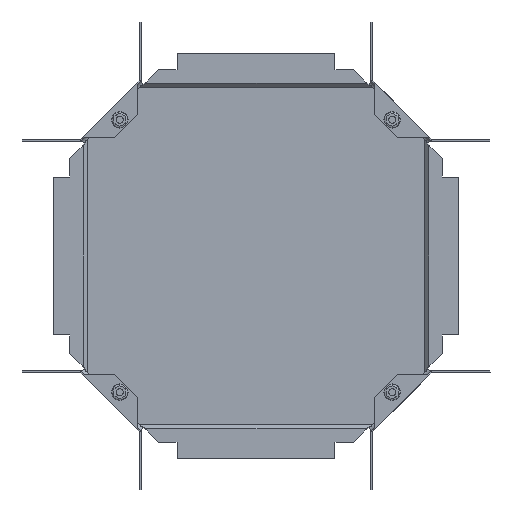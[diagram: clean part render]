
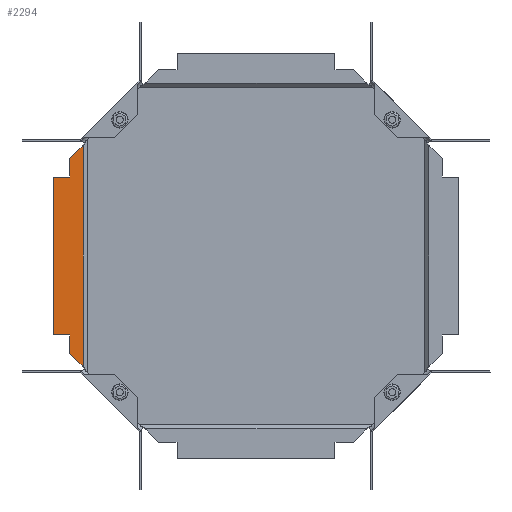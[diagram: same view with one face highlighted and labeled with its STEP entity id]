
A CAD part, front view. The second image highlights one B-rep face of the part: STEP entity #2294.
In plain terms, the highlighted planar face has unit normal (0, -1, 0).
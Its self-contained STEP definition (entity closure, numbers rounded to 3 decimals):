
#59 = EDGE_CURVE ( 'NONE', #3908, #1642, #6632, .T. ) ;
#95 = DIRECTION ( 'NONE',  ( -0.707, 0., 0.707 ) ) ;
#128 = CARTESIAN_POINT ( 'NONE',  ( -148.914, -4.5, 95.002 ) ) ;
#535 = CARTESIAN_POINT ( 'NONE',  ( -148.914, -4.5, -161. ) ) ;
#617 = VERTEX_POINT ( 'NONE', #2407 ) ;
#622 = VECTOR ( 'NONE', #1884, 1000. ) ;
#728 = CARTESIAN_POINT ( 'NONE',  ( -148.914, -4.5, -95.002 ) ) ;
#781 = CARTESIAN_POINT ( 'NONE',  ( -149.743, -4.5, 94.57 ) ) ;
#843 = ORIENTED_EDGE ( 'NONE', *, *, #7180, .F. ) ;
#865 = EDGE_CURVE ( 'NONE', #6357, #5908, #1178, .T. ) ;
#913 = FACE_OUTER_BOUND ( 'NONE', #6437, .T. ) ;
#931 = CARTESIAN_POINT ( 'NONE',  ( -174.308, -4.5, -68. ) ) ;
#1175 = CARTESIAN_POINT ( 'NONE',  ( -160.308, -4.5, 68. ) ) ;
#1178 = LINE ( 'NONE', #2735, #2164 ) ;
#1198 = VERTEX_POINT ( 'NONE', #2768 ) ;
#1394 = ORIENTED_EDGE ( 'NONE', *, *, #7147, .T. ) ;
#1564 = CARTESIAN_POINT ( 'NONE',  ( -149.743, -4.5, -94.57 ) ) ;
#1615 = ORIENTED_EDGE ( 'NONE', *, *, #4746, .F. ) ;
#1642 = VERTEX_POINT ( 'NONE', #128 ) ;
#1838 = DIRECTION ( 'NONE',  ( 0.707, 0., 0.707 ) ) ;
#1884 = DIRECTION ( 'NONE',  ( 0., 0., 1. ) ) ;
#1921 = CARTESIAN_POINT ( 'NONE',  ( -174.308, -4.5, 68. ) ) ;
#1930 = CARTESIAN_POINT ( 'NONE',  ( -149.196, -4.5, 94.87 ) ) ;
#2001 = DIRECTION ( 'NONE',  ( -1., 0., 0. ) ) ;
#2120 = CARTESIAN_POINT ( 'NONE',  ( -149.196, -4.5, -94.87 ) ) ;
#2164 = VECTOR ( 'NONE', #2330, 1000. ) ;
#2284 = VECTOR ( 'NONE', #4373, 1000. ) ;
#2294 = ADVANCED_FACE ( 'NONE', ( #913 ), #3196, .T. ) ;
#2330 = DIRECTION ( 'NONE',  ( 0., 0., 1. ) ) ;
#2382 = EDGE_CURVE ( 'NONE', #617, #6229, #4951, .T. ) ;
#2407 = CARTESIAN_POINT ( 'NONE',  ( -174.308, -4.5, -68. ) ) ;
#2613 = CARTESIAN_POINT ( 'NONE',  ( 68.692, -4.5, -161. ) ) ;
#2735 = CARTESIAN_POINT ( 'NONE',  ( -160.308, -4.5, -68. ) ) ;
#2768 = CARTESIAN_POINT ( 'NONE',  ( -149.743, -4.5, -94.57 ) ) ;
#2790 = DIRECTION ( 'NONE',  ( 0., 0., 1. ) ) ;
#2902 = CARTESIAN_POINT ( 'NONE',  ( -160.308, -4.5, -84.005 ) ) ;
#2946 = LINE ( 'NONE', #5165, #6015 ) ;
#3098 = EDGE_CURVE ( 'NONE', #3453, #6681, #4054, .T. ) ;
#3196 = PLANE ( 'NONE',  #6341 ) ;
#3219 = ORIENTED_EDGE ( 'NONE', *, *, #59, .T. ) ;
#3250 = CARTESIAN_POINT ( 'NONE',  ( -149.47, -4.5, -94.721 ) ) ;
#3413 = ORIENTED_EDGE ( 'NONE', *, *, #4032, .F. ) ;
#3432 = LINE ( 'NONE', #2902, #4249 ) ;
#3453 = VERTEX_POINT ( 'NONE', #1175 ) ;
#3576 = VECTOR ( 'NONE', #2001, 1000. ) ;
#3674 = B_SPLINE_CURVE_WITH_KNOTS ( 'NONE', 3,
 ( #781, #6944, #1930, #4154 ),
 .UNSPECIFIED., .F., .F.,
 ( 4, 4 ),
 ( 0.003, 0.003 ),
 .UNSPECIFIED. ) ;
#3708 = LINE ( 'NONE', #7112, #2284 ) ;
#3796 = LINE ( 'NONE', #931, #3576 ) ;
#3856 = ORIENTED_EDGE ( 'NONE', *, *, #865, .F. ) ;
#3908 = VERTEX_POINT ( 'NONE', #728 ) ;
#3944 = ORIENTED_EDGE ( 'NONE', *, *, #4645, .F. ) ;
#4032 = EDGE_CURVE ( 'NONE', #6681, #5573, #2946, .T. ) ;
#4054 = LINE ( 'NONE', #6393, #622 ) ;
#4154 = CARTESIAN_POINT ( 'NONE',  ( -148.914, -4.5, 95.002 ) ) ;
#4249 = VECTOR ( 'NONE', #95, 1000. ) ;
#4373 = DIRECTION ( 'NONE',  ( 1., 0., 0. ) ) ;
#4636 = ORIENTED_EDGE ( 'NONE', *, *, #3098, .F. ) ;
#4645 = EDGE_CURVE ( 'NONE', #1198, #6357, #3432, .T. ) ;
#4679 = CARTESIAN_POINT ( 'NONE',  ( -160.308, -4.5, -68. ) ) ;
#4746 = EDGE_CURVE ( 'NONE', #5573, #1642, #3674, .T. ) ;
#4951 = LINE ( 'NONE', #5063, #5282 ) ;
#5063 = CARTESIAN_POINT ( 'NONE',  ( -174.308, -4.5, -68. ) ) ;
#5165 = CARTESIAN_POINT ( 'NONE',  ( -160.308, -4.5, 84.005 ) ) ;
#5239 = EDGE_CURVE ( 'NONE', #6229, #3453, #3708, .T. ) ;
#5272 = VECTOR ( 'NONE', #2790, 1000. ) ;
#5282 = VECTOR ( 'NONE', #6713, 1000. ) ;
#5344 = B_SPLINE_CURVE_WITH_KNOTS ( 'NONE', 3,
 ( #1564, #3250, #2120, #6585 ),
 .UNSPECIFIED., .F., .F.,
 ( 4, 4 ),
 ( 0.003, 0.003 ),
 .UNSPECIFIED. ) ;
#5573 = VERTEX_POINT ( 'NONE', #6016 ) ;
#5623 = CARTESIAN_POINT ( 'NONE',  ( -160.308, -4.5, 84.005 ) ) ;
#5908 = VERTEX_POINT ( 'NONE', #4679 ) ;
#5945 = ORIENTED_EDGE ( 'NONE', *, *, #5239, .F. ) ;
#6015 = VECTOR ( 'NONE', #1838, 1000. ) ;
#6016 = CARTESIAN_POINT ( 'NONE',  ( -149.743, -4.5, 94.57 ) ) ;
#6229 = VERTEX_POINT ( 'NONE', #1921 ) ;
#6341 = AXIS2_PLACEMENT_3D ( 'NONE', #2613, #6530, #7146 ) ;
#6357 = VERTEX_POINT ( 'NONE', #6972 ) ;
#6393 = CARTESIAN_POINT ( 'NONE',  ( -160.308, -4.5, 68. ) ) ;
#6437 = EDGE_LOOP ( 'NONE', ( #3944, #1394, #3219, #1615, #3413, #4636, #5945, #7202, #843, #3856 ) ) ;
#6530 = DIRECTION ( 'NONE',  ( 0., -1., 0. ) ) ;
#6585 = CARTESIAN_POINT ( 'NONE',  ( -148.914, -4.5, -95.002 ) ) ;
#6632 = LINE ( 'NONE', #535, #5272 ) ;
#6681 = VERTEX_POINT ( 'NONE', #5623 ) ;
#6713 = DIRECTION ( 'NONE',  ( 0., 0., 1. ) ) ;
#6944 = CARTESIAN_POINT ( 'NONE',  ( -149.47, -4.5, 94.721 ) ) ;
#6972 = CARTESIAN_POINT ( 'NONE',  ( -160.308, -4.5, -84.005 ) ) ;
#7112 = CARTESIAN_POINT ( 'NONE',  ( -174.308, -4.5, 68. ) ) ;
#7146 = DIRECTION ( 'NONE',  ( 0., 0., -1. ) ) ;
#7147 = EDGE_CURVE ( 'NONE', #1198, #3908, #5344, .T. ) ;
#7180 = EDGE_CURVE ( 'NONE', #5908, #617, #3796, .T. ) ;
#7202 = ORIENTED_EDGE ( 'NONE', *, *, #2382, .F. ) ;
